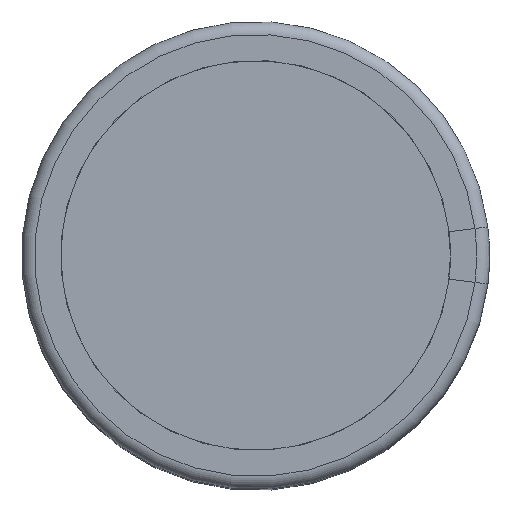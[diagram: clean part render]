
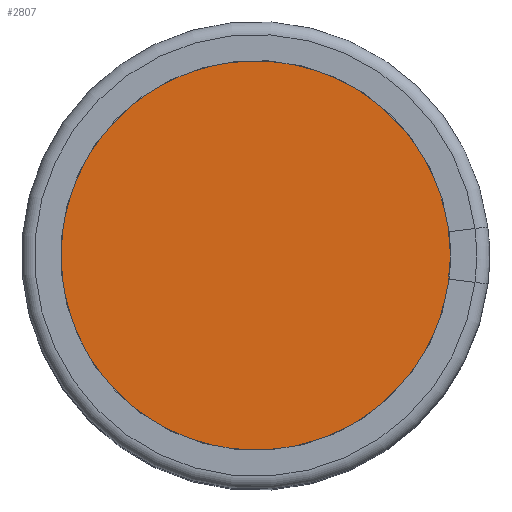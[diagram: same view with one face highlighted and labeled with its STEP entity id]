
A CAD part, top view. The second image highlights one B-rep face of the part: STEP entity #2807.
In plain terms, the highlighted planar face has unit normal (0, 0, 1).
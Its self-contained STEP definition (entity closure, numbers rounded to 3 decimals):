
#2729=CARTESIAN_POINT('',(-15.0,0.,49.6));
#2730=VERTEX_POINT('',#2729);
#2746=CARTESIAN_POINT('',(15.0,0.,49.6));
#2747=VERTEX_POINT('',#2746);
#2754=CARTESIAN_POINT('',(0.0,0.0,49.6));
#2755=DIRECTION('',(0.0,0.0,1.0));
#2756=DIRECTION('',(-1.0,0.0,0.0));
#2757=AXIS2_PLACEMENT_3D('',#2754,#2755,#2756);
#2758=CIRCLE('',#2757,15.0);
#2759=EDGE_CURVE('',#2730,#2747,#2758,.T.);
#2770=CARTESIAN_POINT('',(0.0,0.0,49.6));
#2771=DIRECTION('',(0.0,0.0,1.0));
#2772=DIRECTION('',(-1.0,0.0,0.0));
#2773=AXIS2_PLACEMENT_3D('',#2770,#2771,#2772);
#2774=CIRCLE('',#2773,15.0);
#2775=EDGE_CURVE('',#2747,#2730,#2774,.T.);
#2798=CARTESIAN_POINT('',(0.0,0.0,49.6));
#2799=DIRECTION('',(0.0,0.0,1.0));
#2800=DIRECTION('',(-1.0,0.0,0.0));
#2801=AXIS2_PLACEMENT_3D('',#2798,#2799,#2800);
#2802=PLANE('',#2801);
#2803=ORIENTED_EDGE('',*,*,#2759,.T.);
#2804=ORIENTED_EDGE('',*,*,#2775,.T.);
#2805=EDGE_LOOP('',(#2803,#2804));
#2806=FACE_OUTER_BOUND('',#2805,.T.);
#2807=ADVANCED_FACE('',(#2806),#2802,.T.);
